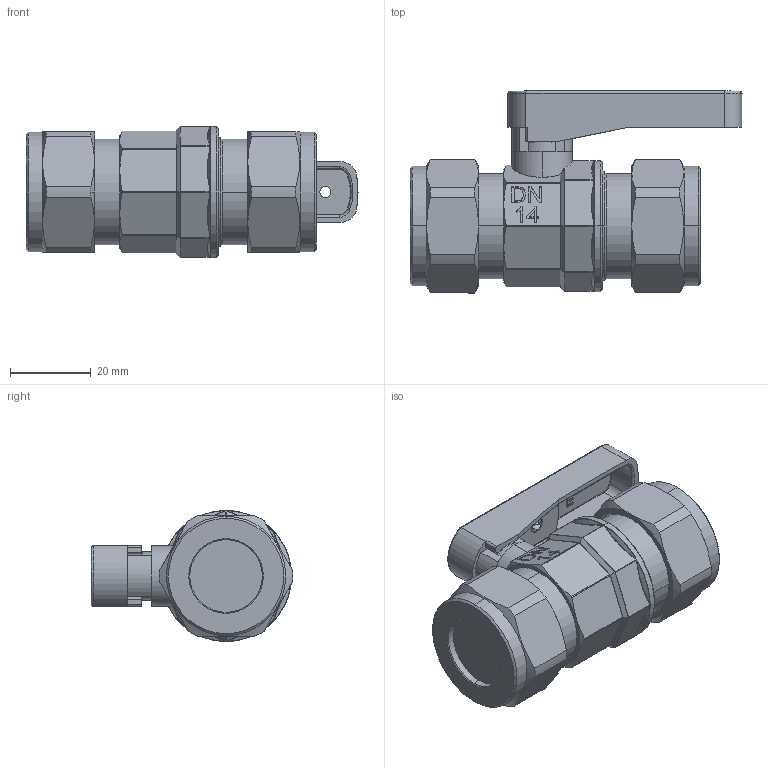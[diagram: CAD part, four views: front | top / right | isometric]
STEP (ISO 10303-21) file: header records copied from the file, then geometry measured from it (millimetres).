
FILE_DESCRIPTION (( 'STEP AP214' ), '1' );
FILE_NAME ('0645000220A.STEP', '2012-11-15T17:35:33', ( '' ), ( '' ), 'SwSTEP 2.0', 'SolidWorks 2012', '' );
FILE_SCHEMA (( 'AUTOMOTIVE_DESIGN' ));
Length unit declared in the file: millimetre
Products named in the file (1): 0645000220A
Bounding box: 82.36 x 50.1 x 32.5 mm (x, y, z)
Volume: 54711.7 mm3; surface area: 14981.7 mm2
Topology: 3 solids, 3 shells, 979 faces, 2557 edges, 1621 vertices
Faces by surface type: plane 449, bspline 270, cylinder 189, cone 71
Entity records: 46691 total; most frequent: CARTESIAN_POINT 18015, ORIENTED_EDGE 5074, DIRECTION 3634, EDGE_CURVE 2537, VERTEX_POINT 1621, LINE 1424, VECTOR 1424, AXIS2_PLACEMENT_3D 1105
